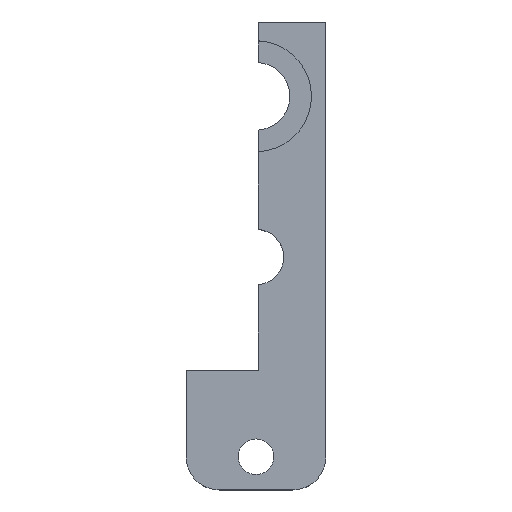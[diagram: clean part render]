
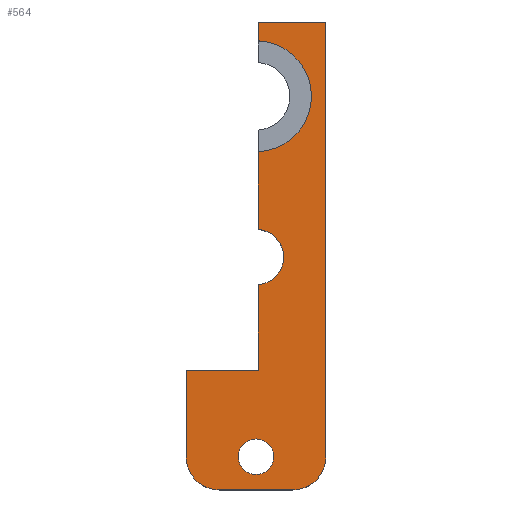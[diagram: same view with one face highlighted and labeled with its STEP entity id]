
A CAD part, top view. The second image highlights one B-rep face of the part: STEP entity #564.
In plain terms, the highlighted planar face has unit normal (0, 0, 1).
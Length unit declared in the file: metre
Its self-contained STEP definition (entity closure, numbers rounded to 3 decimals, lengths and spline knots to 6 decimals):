
#14=CIRCLE('',#610,0.003);
#15=CIRCLE('',#611,0.003);
#16=CIRCLE('',#612,0.005);
#17=CIRCLE('',#613,0.0025);
#18=CIRCLE('',#614,0.0016);
#61=ORIENTED_EDGE('',*,*,#227,.F.);
#62=ORIENTED_EDGE('',*,*,#228,.T.);
#63=ORIENTED_EDGE('',*,*,#229,.T.);
#64=ORIENTED_EDGE('',*,*,#230,.T.);
#65=ORIENTED_EDGE('',*,*,#231,.T.);
#66=ORIENTED_EDGE('',*,*,#232,.F.);
#67=ORIENTED_EDGE('',*,*,#233,.F.);
#68=ORIENTED_EDGE('',*,*,#234,.F.);
#69=ORIENTED_EDGE('',*,*,#235,.F.);
#70=ORIENTED_EDGE('',*,*,#210,.F.);
#71=ORIENTED_EDGE('',*,*,#236,.F.);
#72=ORIENTED_EDGE('',*,*,#224,.F.);
#73=ORIENTED_EDGE('',*,*,#237,.T.);
#210=EDGE_CURVE('',#293,#294,#349,.T.);
#224=EDGE_CURVE('',#307,#308,#361,.T.);
#227=EDGE_CURVE('',#310,#307,#364,.T.);
#228=EDGE_CURVE('',#310,#311,#365,.T.);
#229=EDGE_CURVE('',#311,#312,#14,.T.);
#230=EDGE_CURVE('',#312,#313,#366,.T.);
#231=EDGE_CURVE('',#313,#314,#15,.T.);
#232=EDGE_CURVE('',#315,#314,#367,.T.);
#233=EDGE_CURVE('',#316,#315,#368,.T.);
#234=EDGE_CURVE('',#317,#316,#369,.T.);
#235=EDGE_CURVE('',#294,#317,#16,.T.);
#236=EDGE_CURVE('',#308,#293,#17,.T.);
#237=EDGE_CURVE('',#318,#318,#18,.F.);
#293=VERTEX_POINT('',#827);
#294=VERTEX_POINT('',#829);
#307=VERTEX_POINT('',#857);
#308=VERTEX_POINT('',#859);
#310=VERTEX_POINT('',#865);
#311=VERTEX_POINT('',#867);
#312=VERTEX_POINT('',#869);
#313=VERTEX_POINT('',#871);
#314=VERTEX_POINT('',#873);
#315=VERTEX_POINT('',#875);
#316=VERTEX_POINT('',#877);
#317=VERTEX_POINT('',#879);
#318=VERTEX_POINT('',#883);
#349=LINE('',#828,#414);
#361=LINE('',#858,#426);
#364=LINE('',#864,#429);
#365=LINE('',#866,#430);
#366=LINE('',#870,#431);
#367=LINE('',#874,#432);
#368=LINE('',#876,#433);
#369=LINE('',#878,#434);
#414=VECTOR('',#661,1.);
#426=VECTOR('',#681,1.);
#429=VECTOR('',#686,1.);
#430=VECTOR('',#687,1.);
#431=VECTOR('',#690,1.);
#432=VECTOR('',#693,1.);
#433=VECTOR('',#694,1.);
#434=VECTOR('',#695,1.);
#477=EDGE_LOOP('',(#61,#62,#63,#64,#65,#66,#67,#68,#69,#70,#71,#72));
#478=EDGE_LOOP('',(#73));
#510=FACE_BOUND('',#477,.T.);
#511=FACE_BOUND('',#478,.T.);
#542=PLANE('',#609);
#564=ADVANCED_FACE('',(#510,#511),#542,.T.);
#609=AXIS2_PLACEMENT_3D('',#863,#684,#685);
#610=AXIS2_PLACEMENT_3D('',#868,#688,#689);
#611=AXIS2_PLACEMENT_3D('',#872,#691,#692);
#612=AXIS2_PLACEMENT_3D('',#880,#696,#697);
#613=AXIS2_PLACEMENT_3D('',#881,#698,#699);
#614=AXIS2_PLACEMENT_3D('',#882,#700,#701);
#661=DIRECTION('',(0.,1.,0.));
#681=DIRECTION('',(0.,1.,0.));
#684=DIRECTION('',(0.,0.,1.));
#685=DIRECTION('',(1.,0.,0.));
#686=DIRECTION('',(1.,0.,0.));
#687=DIRECTION('',(0.,-1.,0.));
#688=DIRECTION('',(0.,0.,1.));
#689=DIRECTION('',(1.,0.,0.));
#690=DIRECTION('',(1.,0.,0.));
#691=DIRECTION('',(0.,0.,1.));
#692=DIRECTION('',(1.,0.,0.));
#693=DIRECTION('',(0.,-1.,0.));
#694=DIRECTION('',(1.,0.,0.));
#695=DIRECTION('',(0.,1.,0.));
#696=DIRECTION('',(0.,0.,1.));
#697=DIRECTION('',(1.,0.,0.));
#698=DIRECTION('',(0.,0.,1.));
#699=DIRECTION('',(1.,0.,0.));
#700=DIRECTION('',(0.,0.,1.));
#701=DIRECTION('',(1.,0.,0.));
#827=CARTESIAN_POINT('',(0.0002,-0.003004,0.002));
#828=CARTESIAN_POINT('',(0.0002,0.,0.002));
#829=CARTESIAN_POINT('',(0.0002,0.004002,0.002));
#857=CARTESIAN_POINT('',(0.0002,-0.0157,0.002));
#858=CARTESIAN_POINT('',(0.0002,-0.01175,0.002));
#859=CARTESIAN_POINT('',(0.0002,-0.007996,0.002));
#863=CARTESIAN_POINT('',(0.,0.,0.002));
#864=CARTESIAN_POINT('',(0.,-0.0157,0.002));
#865=CARTESIAN_POINT('',(-0.0063,-0.0157,0.002));
#866=CARTESIAN_POINT('',(-0.0063,0.,0.002));
#867=CARTESIAN_POINT('',(-0.0063,-0.0235,0.002));
#868=CARTESIAN_POINT('',(-0.0033,-0.0235,0.002));
#869=CARTESIAN_POINT('',(-0.0033,-0.0265,0.002));
#870=CARTESIAN_POINT('',(0.,-0.0265,0.002));
#871=CARTESIAN_POINT('',(0.0033,-0.0265,0.002));
#872=CARTESIAN_POINT('',(0.0033,-0.0235,0.002));
#873=CARTESIAN_POINT('',(0.0063,-0.0235,0.002));
#874=CARTESIAN_POINT('',(0.0063,0.,0.002));
#875=CARTESIAN_POINT('',(0.0063,0.015698,0.002));
#876=CARTESIAN_POINT('',(0.,0.015698,0.002));
#877=CARTESIAN_POINT('',(0.0002,0.015698,0.002));
#878=CARTESIAN_POINT('',(0.0002,0.014849,0.002));
#879=CARTESIAN_POINT('',(0.0002,0.013998,0.002));
#880=CARTESIAN_POINT('',(0.,0.009,0.002));
#881=CARTESIAN_POINT('',(0.,-0.0055,0.002));
#882=CARTESIAN_POINT('',(0.,-0.0235,0.002));
#883=CARTESIAN_POINT('',(0.0016,-0.0235,0.002));
